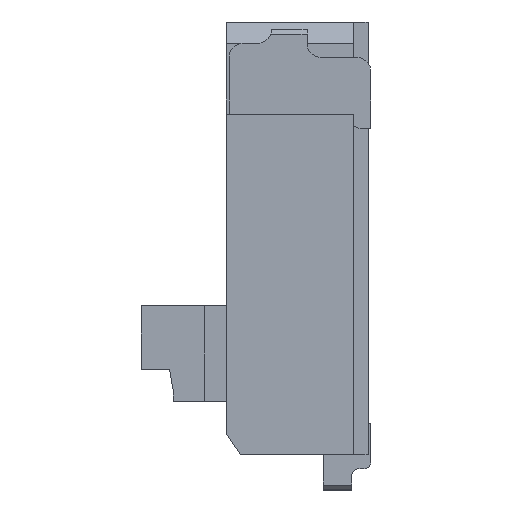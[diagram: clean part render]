
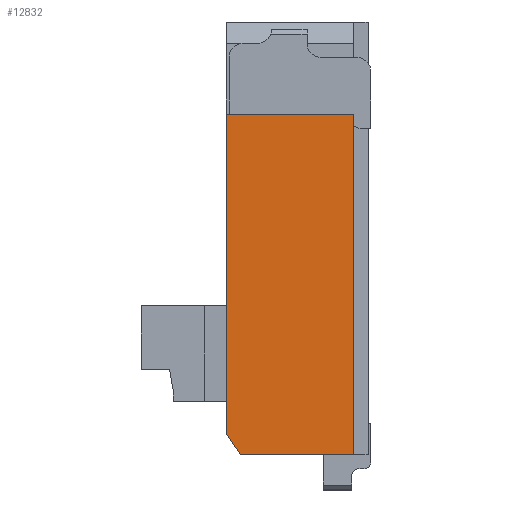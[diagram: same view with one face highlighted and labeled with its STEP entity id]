
A CAD part, left-side view. The second image highlights one B-rep face of the part: STEP entity #12832.
In plain terms, the highlighted planar face has unit normal (-1, 0, 0).
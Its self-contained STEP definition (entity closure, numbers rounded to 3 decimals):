
#366 = CARTESIAN_POINT ( 'NONE',  ( 21.457, 17.503, -1.525 ) ) ;
#608 = VECTOR ( 'NONE', #7050, 1000. ) ;
#835 = VECTOR ( 'NONE', #8045, 1000. ) ;
#947 = FACE_OUTER_BOUND ( 'NONE', #3338, .T. ) ;
#1111 = LINE ( 'NONE', #3796, #10369 ) ;
#1190 = CARTESIAN_POINT ( 'NONE',  ( 21.457, 18.303, -1.525 ) ) ;
#2082 = EDGE_CURVE ( 'NONE', #8536, #14127, #5472, .T. ) ;
#2173 = EDGE_CURVE ( 'NONE', #12100, #5208, #8240, .T. ) ;
#2300 = LINE ( 'NONE', #13262, #835 ) ;
#2794 = ORIENTED_EDGE ( 'NONE', *, *, #2082, .F. ) ;
#3012 = LINE ( 'NONE', #9021, #7622 ) ;
#3170 = DIRECTION ( 'NONE',  ( 0., 1., 0. ) ) ;
#3228 = DIRECTION ( 'NONE',  ( 1., 0., 0. ) ) ;
#3338 = EDGE_LOOP ( 'NONE', ( #15522, #13397, #6223, #9742, #2794 ) ) ;
#3641 = VECTOR ( 'NONE', #3170, 1000. ) ;
#3796 = CARTESIAN_POINT ( 'NONE',  ( 21.457, 18.403, -1.375 ) ) ;
#3965 = EDGE_CURVE ( 'NONE', #12830, #5208, #1111, .T. ) ;
#4360 = CARTESIAN_POINT ( 'NONE',  ( 21.457, 17.503, 0.875 ) ) ;
#4494 = PLANE ( 'NONE',  #6565 ) ;
#5016 = EDGE_CURVE ( 'NONE', #8536, #12100, #2300, .T. ) ;
#5208 = VERTEX_POINT ( 'NONE', #13237 ) ;
#5472 = LINE ( 'NONE', #15071, #608 ) ;
#6223 = ORIENTED_EDGE ( 'NONE', *, *, #3965, .F. ) ;
#6565 = AXIS2_PLACEMENT_3D ( 'NONE', #13092, #3228, #6957 ) ;
#6957 = DIRECTION ( 'NONE',  ( 0., 1., 0. ) ) ;
#6964 = CARTESIAN_POINT ( 'NONE',  ( 21.457, 17.503, 0.875 ) ) ;
#7050 = DIRECTION ( 'NONE',  ( 0., 1., 0. ) ) ;
#7461 = EDGE_CURVE ( 'NONE', #14127, #12830, #3012, .T. ) ;
#7622 = VECTOR ( 'NONE', #12562, 1000. ) ;
#8045 = DIRECTION ( 'NONE',  ( 0., 0., 1. ) ) ;
#8240 = LINE ( 'NONE', #4360, #3641 ) ;
#8296 = DIRECTION ( 'NONE',  ( 0., 0., 1. ) ) ;
#8536 = VERTEX_POINT ( 'NONE', #366 ) ;
#9021 = CARTESIAN_POINT ( 'NONE',  ( 21.457, 18.303, -1.525 ) ) ;
#9742 = ORIENTED_EDGE ( 'NONE', *, *, #7461, .F. ) ;
#10369 = VECTOR ( 'NONE', #8296, 1000. ) ;
#12100 = VERTEX_POINT ( 'NONE', #6964 ) ;
#12562 = DIRECTION ( 'NONE',  ( 0., 0.555, 0.832 ) ) ;
#12830 = VERTEX_POINT ( 'NONE', #14200 ) ;
#12832 = ADVANCED_FACE ( 'NONE', ( #947 ), #4494, .F. ) ;
#13092 = CARTESIAN_POINT ( 'NONE',  ( 21.457, 17.953, -0.325 ) ) ;
#13237 = CARTESIAN_POINT ( 'NONE',  ( 21.457, 18.403, 0.875 ) ) ;
#13262 = CARTESIAN_POINT ( 'NONE',  ( 21.457, 17.503, -1.525 ) ) ;
#13397 = ORIENTED_EDGE ( 'NONE', *, *, #2173, .T. ) ;
#14127 = VERTEX_POINT ( 'NONE', #1190 ) ;
#14200 = CARTESIAN_POINT ( 'NONE',  ( 21.457, 18.403, -1.375 ) ) ;
#15071 = CARTESIAN_POINT ( 'NONE',  ( 21.457, 17.503, -1.525 ) ) ;
#15522 = ORIENTED_EDGE ( 'NONE', *, *, #5016, .T. ) ;
